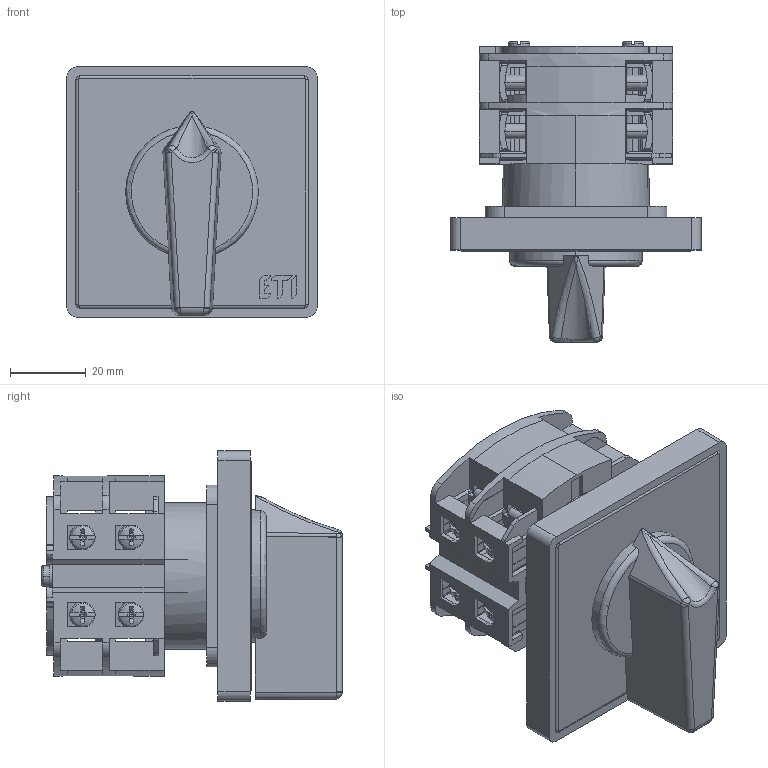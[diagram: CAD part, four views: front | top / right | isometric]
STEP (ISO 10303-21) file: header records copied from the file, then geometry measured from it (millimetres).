
FILE_DESCRIPTION((''),'2;1');
FILE_NAME('004773011_CS_32_2P_ASM','2021-10-01T',('marketing.praksa'),('Audax d.o.o.'),'CREO PARAMETRIC BY PTC INC, 2017480','CREO PARAMETRIC BY PTC INC, 2017480','');
FILE_SCHEMA(('AUTOMOTIVE_DESIGN { 1 0 10303 214 1 1 1 1 }'));
Products named in the file (40): COPPER-TOP_1_1_2; ASM1747_ASM_1_1_2_ASM; PRT9566_1_1_2_3_4_5_6_7_1; PRT9566_1_1_2_3_4_5_6_7_2; PRT9566_1_1_2_3_4_5_6_7_ASM; PRT9567_1_1_2_3_4_5_1; PRT9567_1_1_2_3_4_5_2; PRT9567_1_1_2_3_4_5_ASM; ASM0106_ASM_1_1_2_ASM; COPPER-BOTTOM_1_1_2_3_1; COPPER-BOTTOM_1_1_2_3_2; COPPER-BOTTOM_1_1_2_3_ASM; ASM0109_ASM_1_1_2_ASM; ALLUMINUM-BOTTOM-2-SCREWS_1_1_4; ALLUMINUM-BOTTOM-2-SCREWS_1_2_1; ALLUMINUM-BOTTOM-2-SCREWS_1_ASM_ASM; COPPER-TOP_1_1_1; ASM1747_ASM_1_ASM_1_ASM; PRT9566_1_1_1; PRT9566_1_2_1; PRT9566_1_ASM_1_ASM; PRT9567_1_1_1; PRT9567_1_2_1; PRT9567_1_ASM_1_ASM; ASM0106_ASM_1_ASM_1_ASM; COPPER-BOTTOM_1_1_1; COPPER-BOTTOM_1_2_1; COPPER-BOTTOM_1_ASM_1_ASM; ASM0109_ASM_1_ASM_1_ASM; PS_32_ONE_BLOCK_1_1_2_3_4_1; BOTTOM_ASM_1_ASM; BLACK-SWITCH_1_1_2; BLACK-FRAME_1_1_2; WHITE-FRONT-EMPTY_1_1_2; PRT9562_1_1_2_3_4_5_6_7_1; PRT9562_1_1_2_3_4_5_6_7_2; PRT9562_1_1_2_3_4_5_6_7_3; PRT9562_1_1_2_3_4_5_6_7_ASM; BEIGE-MIDDLE-NOHOLES_1_1_2; 004773011_CS_32_2P_ASM
Assembly tree (47 placements, depth 5):
  004773011_CS_32_2P_ASM
    BOTTOM_ASM_1_ASM
      ASM1747_ASM_1_1_2_ASM
        COPPER-TOP_1_1_2  x4
      ASM0106_ASM_1_1_2_ASM
        PRT9566_1_1_2_3_4_5_6_7_ASM
          PRT9566_1_1_2_3_4_5_6_7_1
          PRT9566_1_1_2_3_4_5_6_7_2
        PRT9567_1_1_2_3_4_5_ASM
          PRT9567_1_1_2_3_4_5_1
          PRT9567_1_1_2_3_4_5_2
      ASM0109_ASM_1_1_2_ASM
        COPPER-BOTTOM_1_1_2_3_ASM  x2
          COPPER-BOTTOM_1_1_2_3_1
          COPPER-BOTTOM_1_1_2_3_2
      ALLUMINUM-BOTTOM-2-SCREWS_1_ASM_ASM
        ALLUMINUM-BOTTOM-2-SCREWS_1_1_4
        ALLUMINUM-BOTTOM-2-SCREWS_1_2_1
      ASM1747_ASM_1_ASM_1_ASM
        COPPER-TOP_1_1_1  x4
      ASM0106_ASM_1_ASM_1_ASM
        PRT9566_1_ASM_1_ASM
          PRT9566_1_1_1
          PRT9566_1_2_1
        PRT9567_1_ASM_1_ASM
          PRT9567_1_1_1
          PRT9567_1_2_1
      ASM0109_ASM_1_ASM_1_ASM
        COPPER-BOTTOM_1_ASM_1_ASM  x2
          COPPER-BOTTOM_1_1_1
          COPPER-BOTTOM_1_2_1
      PS_32_ONE_BLOCK_1_1_2_3_4_1
    BLACK-SWITCH_1_1_2
    BLACK-FRAME_1_1_2
    WHITE-FRONT-EMPTY_1_1_2
    PRT9562_1_1_2_3_4_5_6_7_ASM
      PRT9562_1_1_2_3_4_5_6_7_1
      PRT9562_1_1_2_3_4_5_6_7_2
      PRT9562_1_1_2_3_4_5_6_7_3
    BEIGE-MIDDLE-NOHOLES_1_1_2
Bounding box: 66 x 79.3 x 66 mm (x, y, z)
Volume: 104698.5 mm3; surface area: 67335 mm2
Topology: 34 solids, 34 shells, 2064 faces, 5871 edges, 3844 vertices
Faces by surface type: plane 1521, cylinder 489, torus 22, sphere 20, bspline 12
Entity records: 91833 total; most frequent: CARTESIAN_POINT 12959, ORIENTED_EDGE 10936, DIRECTION 10529, PRESENTATION_STYLE_ASSIGNMENT 6757, STYLED_ITEM 6757, CURVE_STYLE 5468, EDGE_CURVE 5468, VECTOR 4155
